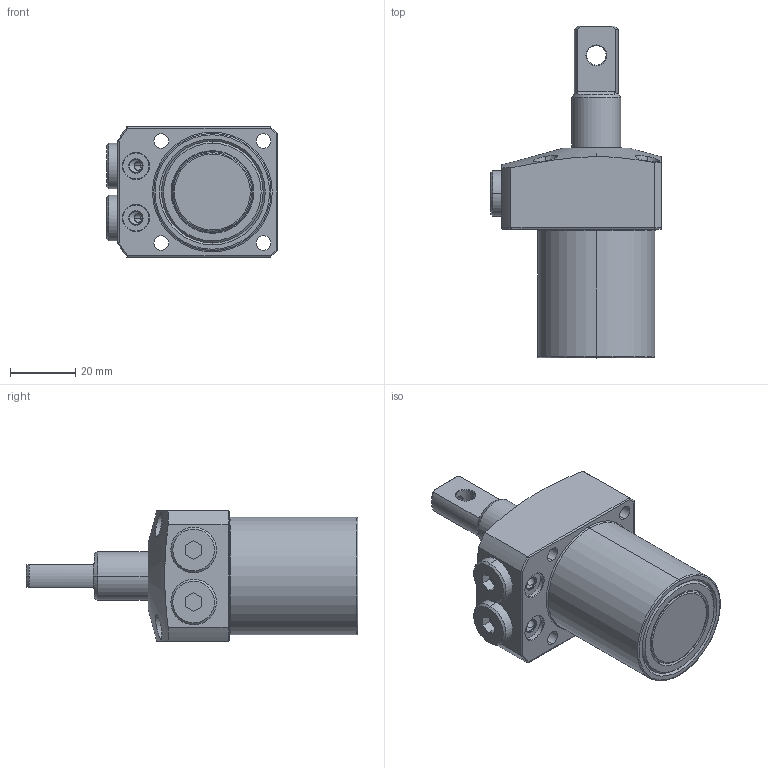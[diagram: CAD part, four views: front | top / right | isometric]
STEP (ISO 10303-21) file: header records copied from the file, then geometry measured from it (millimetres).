
FILE_DESCRIPTION (( 'STEP AP203' ), '1' );
FILE_NAME ('LHA0360-C-P.STEP', '2018-12-15T06:06:12', ( '微软用户' ), ( '微软中国' ), 'SwSTEP 2.0', 'SolidWorks 2012', '' );
FILE_SCHEMA (( 'CONFIG_CONTROL_DESIGN' ));
Length unit declared in the file: millimetre
Products named in the file (5): LHA0360-槭暌溛(蹬怮椔); LHA0360-咂衝椳紕溽_rev1; LHA0360-楓羔_蹬怮椔); Gȼ__8; LHA0360-C-P
Assembly tree (5 placements, depth 2):
  LHA0360-C-P
    LHA0360-槭暌溛(蹬怮椔)
    LHA0360-咂衝椳紕溽_rev1
    LHA0360-楓羔_蹬怮椔)
    Gȼ__8  x2
Bounding box: 52.5 x 102 x 40 mm (x, y, z)
Volume: 86754.6 mm3; surface area: 19007.9 mm2
Topology: 5 solids, 5 shells, 173 faces, 401 edges, 251 vertices
Faces by surface type: cylinder 69, plane 51, cone 39, torus 14
Entity records: 5691 total; most frequent: CARTESIAN_POINT 1436, DIRECTION 820, ORIENTED_EDGE 746, EDGE_CURVE 373, AXIS2_PLACEMENT_3D 341, VERTEX_POINT 233, EDGE_LOOP 188, CIRCLE 173
